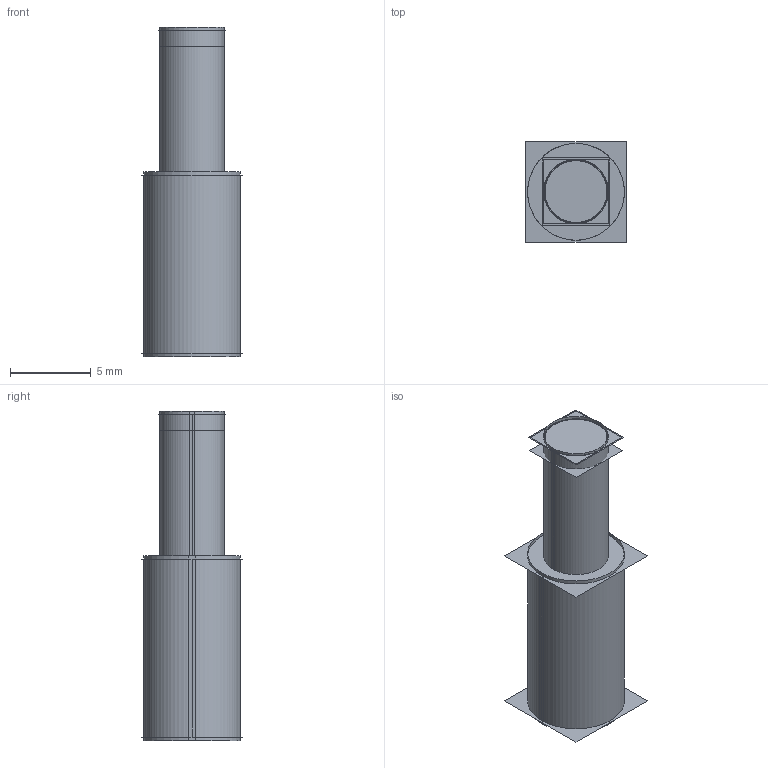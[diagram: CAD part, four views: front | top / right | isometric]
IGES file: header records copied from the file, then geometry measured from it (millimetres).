
Start section:  PTC IGES file: 194372.igs
Global section: file name: 194372.igs; native system: Creo Parametric by Parametric Technology Corporation; preprocessor: 2013230; author: PDMAdmin; organization: Unknown; date: 20160324.071316; units: millimetre
Bounding box: 6.24 x 6.24 x 20.4 mm (x, y, z)
Volume: 596.3 mm3; surface area: 4470.4 mm2
Topology: 1 solids, 1 shells, 32 faces, 184 edges, 264 vertices
Faces by surface type: revolution 20, bspline 12
